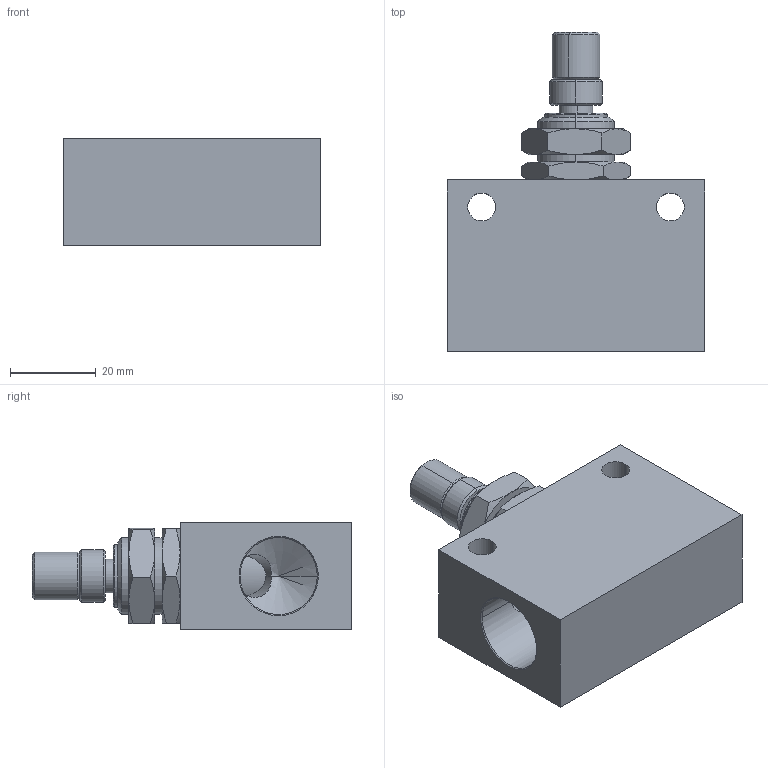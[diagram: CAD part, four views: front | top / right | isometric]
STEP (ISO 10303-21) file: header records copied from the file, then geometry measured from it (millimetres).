
FILE_DESCRIPTION(( 'VX.21.00.12U.step' ), '1');
FILE_NAME( 'VX.21.00.12U.step', '2018-10-10T09:03:28',( 'Sopra'),('sopra-pneumatic.com'), 'SwSTEP 2.0','SolidWorks 2009','' );
FILE_SCHEMA (( 'AUTOMOTIVE_DESIGN' ));
Length unit declared in the file: millimetre
Products named in the file (1): 0885000005A
Bounding box: 60 x 74.44 x 25 mm (x, y, z)
Volume: 57558 mm3; surface area: 14692.2 mm2
Topology: 1 solids, 1 shells, 92 faces, 204 edges, 122 vertices
Faces by surface type: cone 42, plane 27, cylinder 23
Entity records: 3147 total; most frequent: CARTESIAN_POINT 871, DIRECTION 418, ORIENTED_EDGE 404, EDGE_CURVE 202, AXIS2_PLACEMENT_3D 177, VERTEX_POINT 122, EDGE_LOOP 106, FACE_OUTER_BOUND 92
